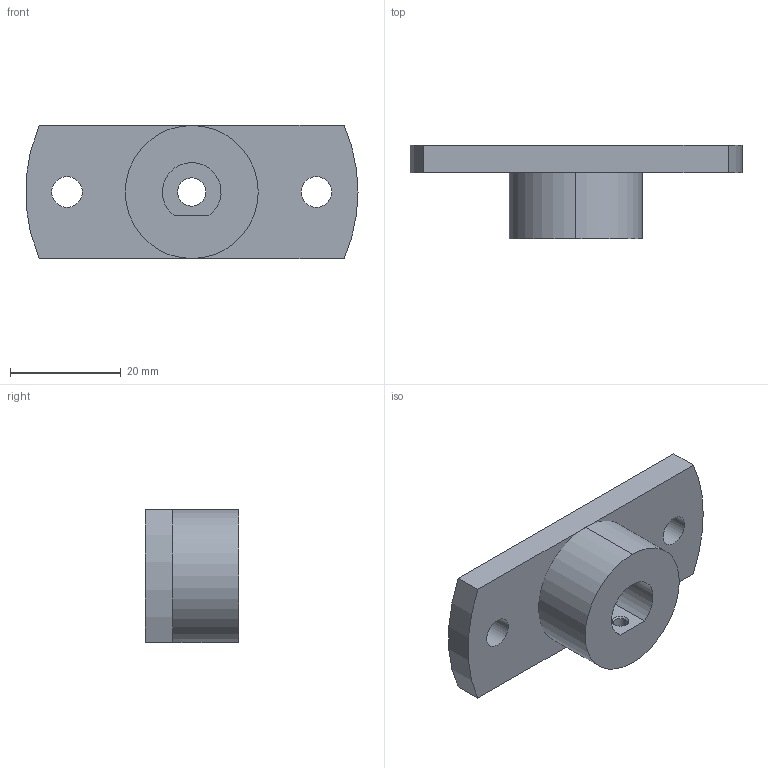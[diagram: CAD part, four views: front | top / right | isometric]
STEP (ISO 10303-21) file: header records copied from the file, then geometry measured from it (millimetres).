
FILE_DESCRIPTION (( 'STEP AP203' ), '1' );
FILE_NAME ('6623薊粣ん.STEP', '2017-11-14T09:11:34', ( 'User' ), ( 'china' ), 'SwSTEP 2.0', 'SolidWorks 2016', '' );
FILE_SCHEMA (( 'CONFIG_CONTROL_DESIGN' ));
Length unit declared in the file: millimetre
Products named in the file (3): 6623怬芛粣窒璃; 6623薊粣ん; 抬头轴联轴器通用部件1
Assembly tree (2 placements, depth 2):
  6623薊粣ん
    6623怬芛粣窒璃
    抬头轴联轴器通用部件1
Bounding box: 59.9 x 16.9 x 24 mm (x, y, z)
Volume: 10638.5 mm3; surface area: 6164.4 mm2
Topology: 2 solids, 2 shells, 61 faces, 153 edges, 91 vertices
Faces by surface type: cylinder 30, cone 24, plane 7
Entity records: 2196 total; most frequent: CARTESIAN_POINT 384, DIRECTION 345, ORIENTED_EDGE 294, EDGE_CURVE 147, AXIS2_PLACEMENT_3D 140, VERTEX_POINT 91, EDGE_LOOP 82, CIRCLE 74
